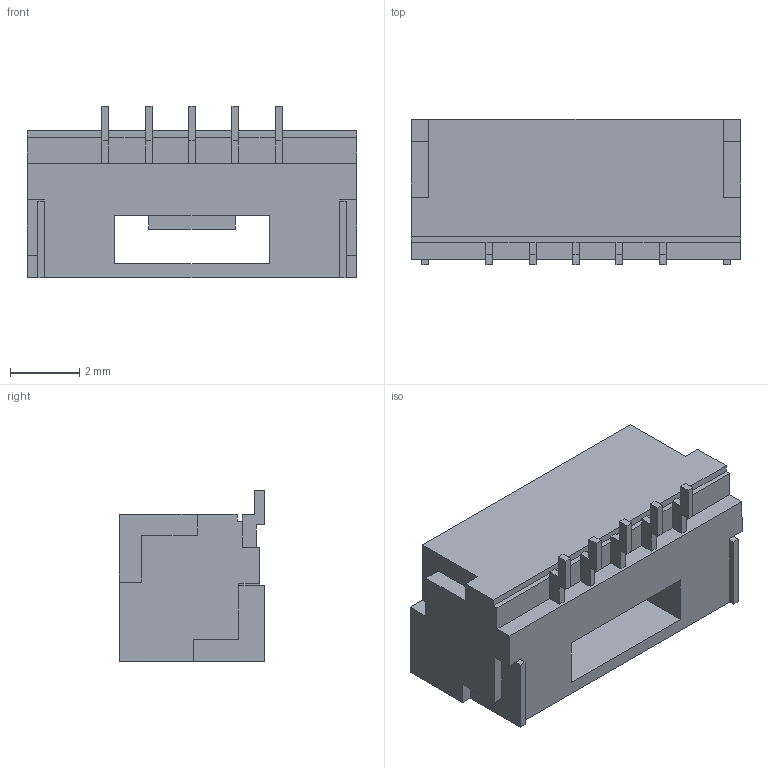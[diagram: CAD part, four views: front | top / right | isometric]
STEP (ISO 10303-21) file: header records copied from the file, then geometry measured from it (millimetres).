
FILE_DESCRIPTION (( 'STEP AP214' ), '1' );
FILE_NAME ('BM05B-GHS.STEP', '2010-06-16T07:23:49', ( ' ' ), ( ' ' ), 'SwSTEP 2.0', 'SolidWorks 2005235', '' );
FILE_SCHEMA (( 'AUTOMOTIVE_DESIGN' ));
Length unit declared in the file: millimetre
Products named in the file (1): BM05B-GHS
Bounding box: 9.5 x 4.2 x 4.95 mm (x, y, z)
Volume: 100.2 mm3; surface area: 292 mm2
Topology: 1 solids, 1 shells, 106 faces, 294 edges, 192 vertices
Faces by surface type: plane 106
Entity records: 3956 total; most frequent: CARTESIAN_POINT 593, ORIENTED_EDGE 588, DIRECTION 508, EDGE_CURVE 294, LINE 294, VECTOR 294, VERTEX_POINT 192, EDGE_LOOP 110
